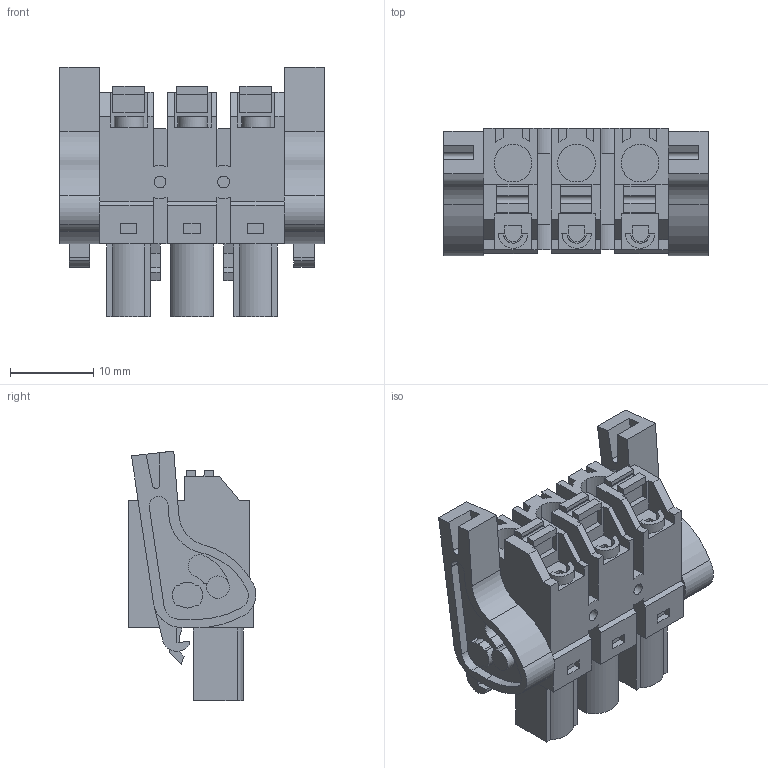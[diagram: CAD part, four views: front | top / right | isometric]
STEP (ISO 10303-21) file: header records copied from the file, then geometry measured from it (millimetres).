
FILE_DESCRIPTION(('CATIA V5R24 STEP','CAx-IF Rec.Pracs.--- Model Styling and Organization---1.2---2011-12-15'),'2;1');
FILE_NAME ('D1447629_0_1043960000_1043960000.stp','2017-04-11T06:49:16+00:00',('none'),('Weidmueller'),'CATIA Version 5-6 Release 2014 SP4 HF52','CATIA V5 STEP AP214','none');
FILE_SCHEMA(('AUTOMOTIVE_DESIGN { 1 0 10303 214 1 1 1 1 }'));
Length unit declared in the file: millimetre
Products named in the file (1): 1043960000
Bounding box: 31.68 x 15.31 x 29.96 mm (x, y, z)
Volume: 6429.7 mm3; surface area: 5412.1 mm2
Topology: 6 solids, 6 shells, 435 faces, 1194 edges, 808 vertices
Faces by surface type: plane 308, cylinder 125, extrusion 2
Entity records: 13453 total; most frequent: CARTESIAN_POINT 2696, ORIENTED_EDGE 2388, DIRECTION 1862, EDGE_CURVE 1194, VECTOR 898, LINE 896, VERTEX_POINT 808, AXIS2_PLACEMENT_3D 619
